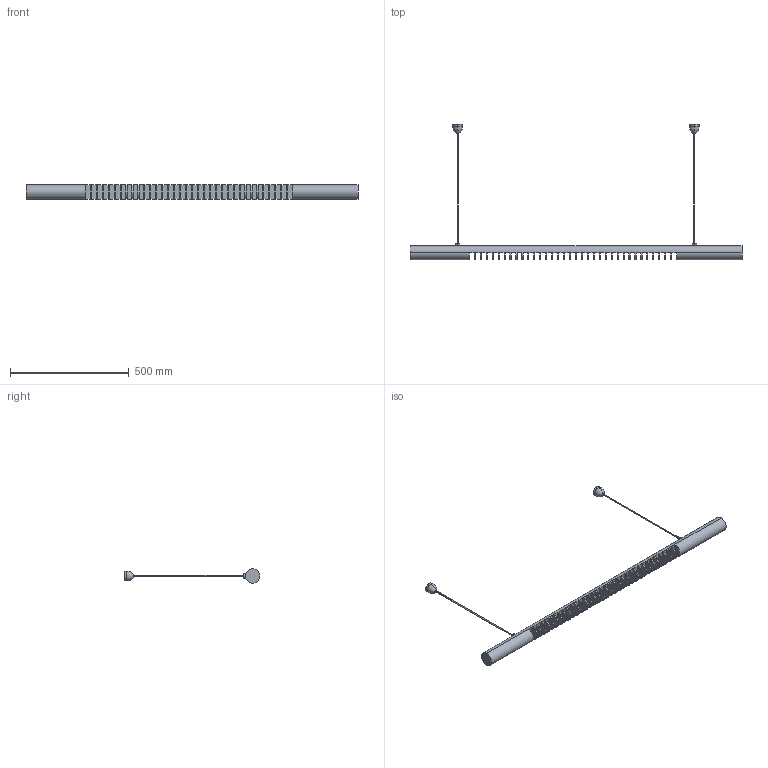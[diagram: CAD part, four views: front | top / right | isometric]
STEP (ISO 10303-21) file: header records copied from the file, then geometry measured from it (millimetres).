
FILE_DESCRIPTION (( 'STEP AP214' ), '1' );
FILE_NAME ('RING LED 20.STEP', '2018-07-27T13:19:26', ( '' ), ( '' ), 'SwSTEP 2.0', 'SolidWorks 2013', '' );
FILE_SCHEMA (( 'AUTOMOTIVE_DESIGN' ));
Length unit declared in the file: millimetre
Products named in the file (1): RING LED 20
Bounding box: 1395 x 570 x 60 mm (x, y, z)
Volume: 3056709.5 mm3; surface area: 371337.4 mm2
Topology: 1 solids, 1 shells, 166 faces, 330 edges, 172 vertices
Faces by surface type: plane 113, cylinder 49, torus 4
Entity records: 6148 total; most frequent: CARTESIAN_POINT 861, DIRECTION 762, ORIENTED_EDGE 660, EDGE_CURVE 330, AXIS2_PLACEMENT_3D 269, LINE 224, VECTOR 224, EDGE_LOOP 172
